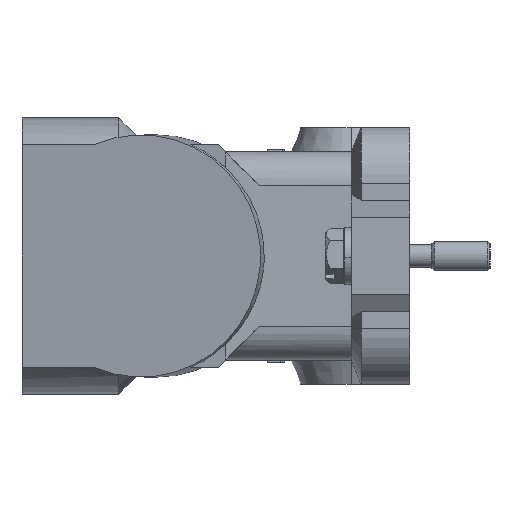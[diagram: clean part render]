
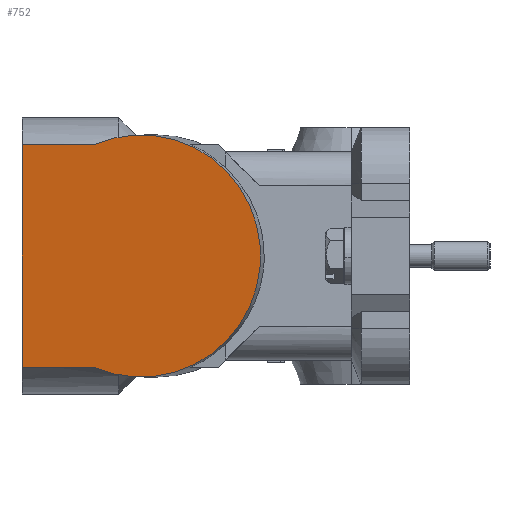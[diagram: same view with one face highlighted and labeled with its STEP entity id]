
A CAD part, left-side view. The second image highlights one B-rep face of the part: STEP entity #752.
In plain terms, the highlighted planar face has unit normal (-0.985, 0.174, 0).
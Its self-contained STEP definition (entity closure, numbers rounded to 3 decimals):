
#752=ADVANCED_FACE('NONE',(#1361),#1048,.F.);
#1048=PLANE('',#7326);
#1361=FACE_OUTER_BOUND('',#1777,.T.);
#1777=EDGE_LOOP('',(#3474,#3475,#3476,#3477));
#2106=CIRCLE('',#7212,25.);
#3474=ORIENTED_EDGE('',*,*,#5334,.T.);
#3475=ORIENTED_EDGE('',*,*,#5376,.F.);
#3476=ORIENTED_EDGE('',*,*,#5329,.F.);
#3477=ORIENTED_EDGE('',*,*,#5311,.F.);
#4533=VERTEX_POINT('',#10703);
#4534=VERTEX_POINT('',#10704);
#4544=VERTEX_POINT('',#10744);
#4546=VERTEX_POINT('',#10751);
#5311=EDGE_CURVE('NONE',#4533,#4534,#6044,.T.);
#5329=EDGE_CURVE('NONE',#4534,#4544,#6058,.T.);
#5334=EDGE_CURVE('NONE',#4533,#4546,#6063,.T.);
#5376=EDGE_CURVE('NONE',#4544,#4546,#2106,.T.);
#6044=LINE('',#10702,#6570);
#6058=LINE('',#10743,#6584);
#6063=LINE('',#10752,#6589);
#6570=VECTOR('',#8346,1.);
#6584=VECTOR('',#8376,1.);
#6589=VECTOR('',#8383,1.);
#7212=AXIS2_PLACEMENT_3D('',#10958,#8438,#8439);
#7326=AXIS2_PLACEMENT_3D('',#11488,#8797,#8798);
#8346=DIRECTION('',(0.,0.,1.));
#8376=DIRECTION('',(-0.174,-0.985,0.));
#8383=DIRECTION('',(-0.174,-0.985,0.));
#8438=DIRECTION('',(0.985,-0.174,0.));
#8439=DIRECTION('',(0.174,0.985,0.));
#8797=DIRECTION('',(0.985,-0.174,0.));
#8798=DIRECTION('',(0.174,0.985,0.));
#10702=CARTESIAN_POINT('',(-55.641,80.,0.));
#10703=CARTESIAN_POINT('',(-55.641,80.,-23.));
#10704=CARTESIAN_POINT('',(-55.641,80.,23.));
#10743=CARTESIAN_POINT('',(-59.982,55.38,23.));
#10744=CARTESIAN_POINT('',(-58.28,65.029,23.));
#10751=CARTESIAN_POINT('',(-58.28,65.029,-23.));
#10752=CARTESIAN_POINT('',(-55.641,80.,-23.));
#10958=CARTESIAN_POINT('',(-59.982,55.38,0.));
#11488=CARTESIAN_POINT('',(-59.982,55.38,0.));
